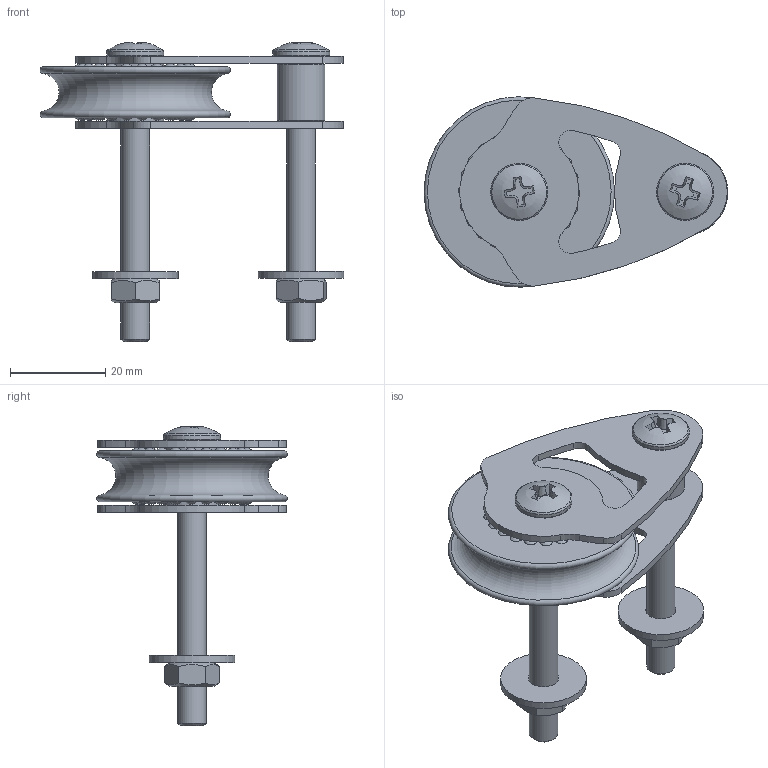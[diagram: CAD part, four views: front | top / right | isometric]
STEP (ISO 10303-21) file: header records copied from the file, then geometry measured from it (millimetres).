
FILE_DESCRIPTION(/* description */ (''),/* implementation_level */ '2;1');
FILE_NAME(/* name */ '00411.stp',/* time_stamp */ '2018-03-15T17:23:30+01:00',/* author */ ('fabio.zanardi'),/* organization */ (''),/* preprocessor_version */ 'ST-DEVELOPER v16.5',/* originating_system */ 'Autodesk Inventor 2017',/* authorisation */ '');
FILE_SCHEMA (('AUTOMOTIVE_DESIGN { 1 0 10303 214 3 1 1 }'));
Length unit declared in the file: millimetre
Products named in the file (1): 00411
Bounding box: 63.83 x 40 x 62.89 mm (x, y, z)
Volume: 19782.6 mm3; surface area: 13087.1 mm2
Topology: 1 solids, 1 shells, 184 faces, 393 edges, 273 vertices
Faces by surface type: plane 60, cylinder 53, sphere 46, cone 16, torus 9
Full cylindrical faces by diameter (mm): 6 x4, 6.4 x2, 10 x1, 12 x4, 18 x2
Entity records: 4956 total; most frequent: CARTESIAN_POINT 925, DIRECTION 902, ORIENTED_EDGE 708, AXIS2_PLACEMENT_3D 395, EDGE_CURVE 354, EDGE_LOOP 284, VERTEX_POINT 266, CIRCLE 202
